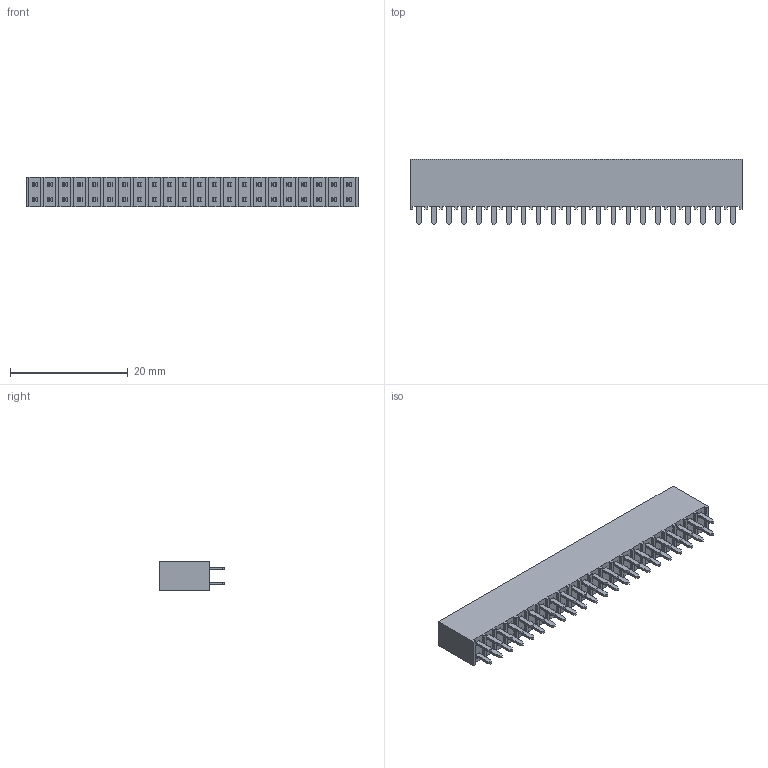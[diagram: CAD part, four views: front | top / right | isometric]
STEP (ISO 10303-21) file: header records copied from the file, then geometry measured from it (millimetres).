
FILE_DESCRIPTION( ( 'STEP AP203' ), '1' );
FILE_NAME( 'SSW-122-01-G-D.stp', '2021-08-18T01:17:46', ( 'License CC BY-ND 4.0' ), ( 'CADENAS' ), ' ', 'PARTsolutions', ' ' );
FILE_SCHEMA( ( 'CONFIG_CONTROL_DESIGN' ) );
Length unit declared in the file: inch
Products named in the file (3): SSW-122-01-G-D; _T1SSW-122-01-G-D; _P2SSW-122-01-G-D
Assembly tree (2 placements, depth 2):
  SSW-122-01-G-D
    _T1SSW-122-01-G-D
    _P2SSW-122-01-G-D
Bounding box: 56.39 x 11.15 x 4.95 mm (x, y, z)
Volume: 2119.4 mm3; surface area: 3500.1 mm2
Topology: 2 solids, 2 shells, 584 faces, 1608 edges, 1072 vertices
Faces by surface type: plane 584
Entity records: 18456 total; most frequent: CARTESIAN_POINT 3267, ORIENTED_EDGE 3216, DIRECTION 2782, EDGE_CURVE 1608, LINE 1608, VECTOR 1608, VERTEX_POINT 1072, EDGE_LOOP 716
